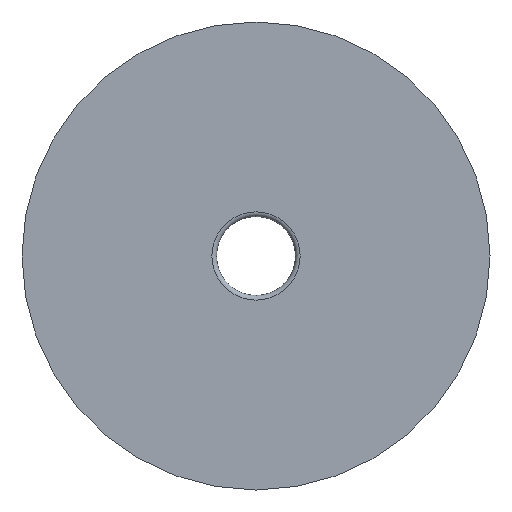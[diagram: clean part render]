
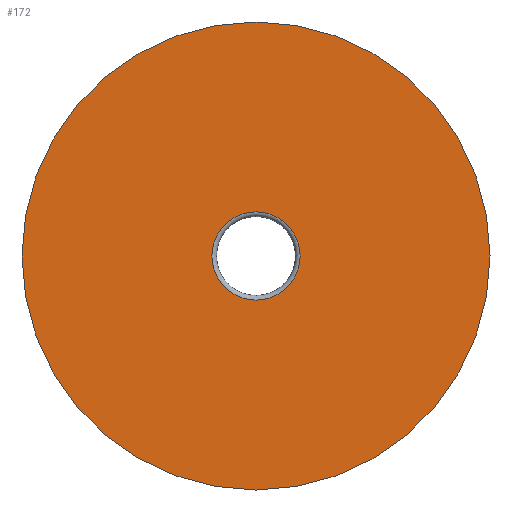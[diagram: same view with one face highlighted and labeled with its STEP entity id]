
A CAD part, front view. The second image highlights one B-rep face of the part: STEP entity #172.
In plain terms, the highlighted planar face has unit normal (0, -1, 0).
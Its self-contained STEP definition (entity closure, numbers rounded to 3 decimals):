
#34=FACE_BOUND('',#60,.T.);
#38=PLANE('',#209);
#46=FACE_OUTER_BOUND('',#59,.T.);
#59=EDGE_LOOP('',(#143));
#60=EDGE_LOOP('',(#144));
#74=CIRCLE('',#201,25.2);
#75=CIRCLE('',#203,4.75);
#89=VERTEX_POINT('',#298);
#90=VERTEX_POINT('',#302);
#105=EDGE_CURVE('',#89,#89,#74,.T.);
#106=EDGE_CURVE('',#90,#90,#75,.T.);
#143=ORIENTED_EDGE('',*,*,#105,.F.);
#144=ORIENTED_EDGE('',*,*,#106,.F.);
#172=ADVANCED_FACE('',(#46,#34),#38,.F.);
#201=AXIS2_PLACEMENT_3D('',#300,#240,#241);
#203=AXIS2_PLACEMENT_3D('',#303,#244,#245);
#209=AXIS2_PLACEMENT_3D('',#313,#257,#258);
#240=DIRECTION('center_axis',(0.,1.,0.));
#241=DIRECTION('ref_axis',(1.,0.,0.));
#244=DIRECTION('center_axis',(0.,-1.,0.));
#245=DIRECTION('ref_axis',(-1.,0.,0.));
#257=DIRECTION('center_axis',(0.,1.,0.));
#258=DIRECTION('ref_axis',(1.,0.,0.));
#298=CARTESIAN_POINT('',(-25.2,0.,0.));
#300=CARTESIAN_POINT('Origin',(0.,0.,0.));
#302=CARTESIAN_POINT('',(0.,0.,-4.75));
#303=CARTESIAN_POINT('Origin',(0.,0.,0.));
#313=CARTESIAN_POINT('Origin',(0.,0.,0.));
